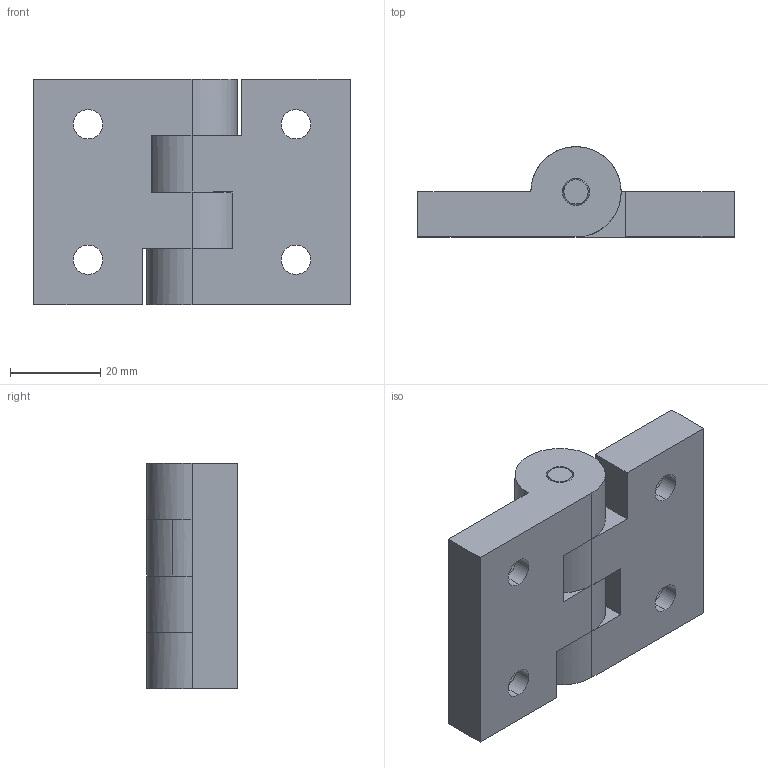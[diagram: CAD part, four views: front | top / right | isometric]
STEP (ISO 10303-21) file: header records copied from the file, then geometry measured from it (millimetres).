
FILE_DESCRIPTION (( 'STEP AP214' ), '1' );
FILE_NAME ('Rexnord-S0337-S0337 -67023.STEP', '2020-09-14T13:13:22', ( '' ), ( '' ), 'SwSTEP 2.0', 'SolidWorks 2020', '' );
FILE_SCHEMA (( 'AUTOMOTIVE_DESIGN' ));
Length unit declared in the file: millimetre
Products named in the file (2): Rexnord-S0337-S0337 -67023_67023; Rexnord-S0337-S0337 -67023
Assembly tree (1 placements, depth 2):
  Rexnord-S0337-S0337 -67023
    Rexnord-S0337-S0337 -67023_67023
Bounding box: 70 x 20 x 50 mm (x, y, z)
Surface area: 14373.5 mm2 (no closed solid volume)
Topology: 0 solids, 4 shells, 52 faces, 134 edges, 92 vertices
Faces by surface type: plane 26, cylinder 22, cone 4
Entity records: 2268 total; most frequent: DIRECTION 310, CARTESIAN_POINT 282, ORIENTED_EDGE 256, EDGE_CURVE 134, AXIS2_PLACEMENT_3D 120, VERTEX_POINT 92, EDGE_LOOP 72, LINE 70
